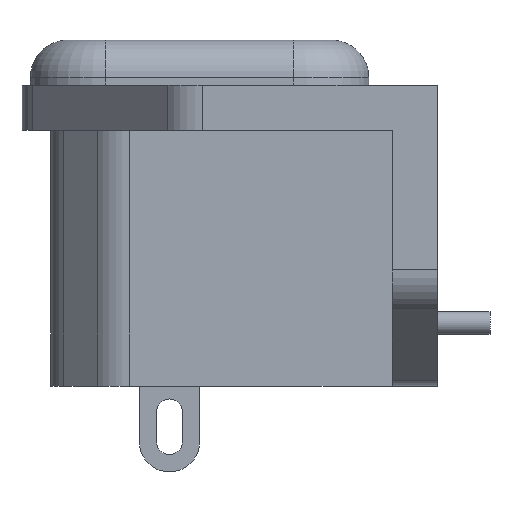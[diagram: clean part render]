
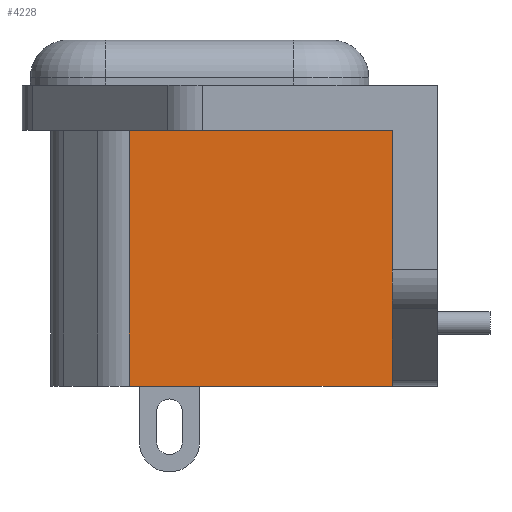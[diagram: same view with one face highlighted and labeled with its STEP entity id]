
A CAD part, left-side view. The second image highlights one B-rep face of the part: STEP entity #4228.
In plain terms, the highlighted planar face has unit normal (-1, 0, 0).
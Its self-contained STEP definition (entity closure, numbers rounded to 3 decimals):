
#2055 = CARTESIAN_POINT ( 'NONE',  ( -13.5, 20.457, -23. ) ) ;
#2066 = DIRECTION ( 'NONE',  ( 0., -1., 0. ) ) ;
#2067 = VECTOR ( 'NONE', #2066, 1000. ) ;
#2068 = CARTESIAN_POINT ( 'NONE',  ( -13.5, 3., -23. ) ) ;
#2069 = LINE ( 'NONE', #2068, #2067 ) ;
#2238 = DIRECTION ( 'NONE',  ( 0., 1., 0. ) ) ;
#2239 = CARTESIAN_POINT ( 'NONE',  ( -13.5, 3., -6. ) ) ;
#2240 = LINE ( 'NONE', #2239, #2297 ) ;
#2297 = VECTOR ( 'NONE', #2238, 1000. ) ;
#2335 = CARTESIAN_POINT ( 'NONE',  ( -13.5, 20.457, -6. ) ) ;
#2544 = CARTESIAN_POINT ( 'NONE',  ( -13.5, 3., -6. ) ) ;
#2545 = CARTESIAN_POINT ( 'NONE',  ( -13.5, 3., -23. ) ) ;
#2546 = DIRECTION ( 'NONE',  ( 0., 0., 1. ) ) ;
#2547 = VECTOR ( 'NONE', #2546, 1000. ) ;
#2548 = CARTESIAN_POINT ( 'NONE',  ( -13.5, 3., -58.274 ) ) ;
#2549 = LINE ( 'NONE', #2548, #2547 ) ;
#3274 = DIRECTION ( 'NONE',  ( 0., 1., 0. ) ) ;
#3275 = DIRECTION ( 'NONE',  ( 1., 0., 0. ) ) ;
#3276 = CARTESIAN_POINT ( 'NONE',  ( -13.5, 3., -58.274 ) ) ;
#3278 = AXIS2_PLACEMENT_3D ( 'NONE', #3276, #3275, #3274 ) ;
#3279 = PLANE ( 'NONE',  #3278 ) ;
#3280 = FACE_OUTER_BOUND ( 'NONE', #4229, .T. ) ;
#3281 = DIRECTION ( 'NONE',  ( 0., 0., 1. ) ) ;
#3282 = VECTOR ( 'NONE', #3281, 1000. ) ;
#3283 = CARTESIAN_POINT ( 'NONE',  ( -13.5, 20.457, -58.274 ) ) ;
#3284 = LINE ( 'NONE', #3283, #3282 ) ;
#3563 = EDGE_CURVE ( 'NONE', #3569, #3831, #2069, .T. ) ;
#3569 = VERTEX_POINT ( 'NONE', #2055 ) ;
#3677 = EDGE_CURVE ( 'NONE', #3832, #3734, #2240, .T. ) ;
#3734 = VERTEX_POINT ( 'NONE', #2335 ) ;
#3830 = EDGE_CURVE ( 'NONE', #3831, #3832, #2549, .T. ) ;
#3831 = VERTEX_POINT ( 'NONE', #2545 ) ;
#3832 = VERTEX_POINT ( 'NONE', #2544 ) ;
#4226 = EDGE_CURVE ( 'NONE', #3569, #3734, #3284, .T. ) ;
#4228 = ADVANCED_FACE ( 'NONE', ( #3280 ), #3279, .F. ) ;
#4229 = EDGE_LOOP ( 'NONE', ( #4230, #4231, #4232, #4233 ) ) ;
#4230 = ORIENTED_EDGE ( 'NONE', *, *, #4226, .F. ) ;
#4231 = ORIENTED_EDGE ( 'NONE', *, *, #3563, .T. ) ;
#4232 = ORIENTED_EDGE ( 'NONE', *, *, #3830, .T. ) ;
#4233 = ORIENTED_EDGE ( 'NONE', *, *, #3677, .T. ) ;
